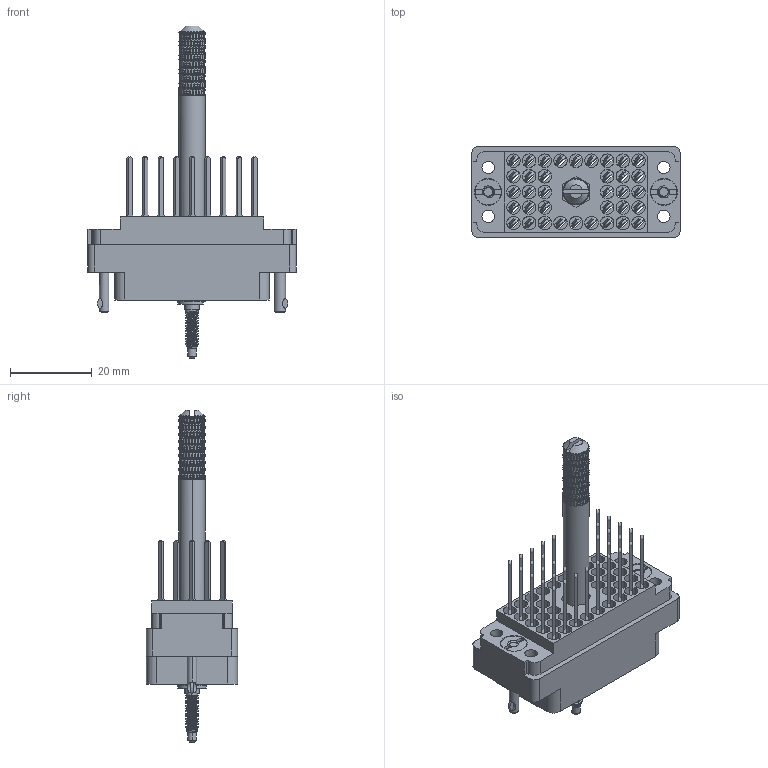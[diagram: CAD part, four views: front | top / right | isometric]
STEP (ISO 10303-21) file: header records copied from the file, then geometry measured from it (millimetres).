
FILE_DESCRIPTION (( 'STEP AP203' ), '1' );
FILE_NAME ('519-036-540-301.STEP', '2020-03-02T22:43:48', ( '' ), ( '' ), 'SwSTEP 2.0', 'SolidWorks 2016', '' );
FILE_SCHEMA (( 'CONFIG_CONTROL_DESIGN' ));
Length unit declared in the file: inch
Products named in the file (11): 519 Plug Insulator_036; 516-292-001_540 Contact; 519-036-540-301; 516-222-038-102_039; 516-250-038-111; 516-252-021-102_038; Actuating Screw Assy 038-056; 516-222-038-102_038; 516-251-035-100; 516-253-138-107; 516-253-035-100
Assembly tree (47 placements, depth 3):
  519-036-540-301
    519 Plug Insulator_036
    516-292-001_540 Contact  x36
    Actuating Screw Assy 038-056
      516-251-035-100
      516-253-035-100  x2
      516-253-138-107
      516-250-038-111
    516-252-021-102_038  x2
    516-222-038-102_038
    516-222-038-102_039
Bounding box: 50.8 x 22.25 x 81.03 mm (x, y, z)
Volume: 12980.2 mm3; surface area: 21578.8 mm2
Topology: 46 solids, 46 shells, 5031 faces, 13461 edges, 8546 vertices
Faces by surface type: plane 2247, cylinder 1468, bspline 1258, cone 54, torus 4
Entity records: 108425 total; most frequent: CARTESIAN_POINT 59501, ORIENTED_EDGE 12158, DIRECTION 7134, EDGE_CURVE 6079, VERTEX_POINT 3648, EDGE_LOOP 2593, FACE_OUTER_BOUND 2474, ADVANCED_FACE 2474
